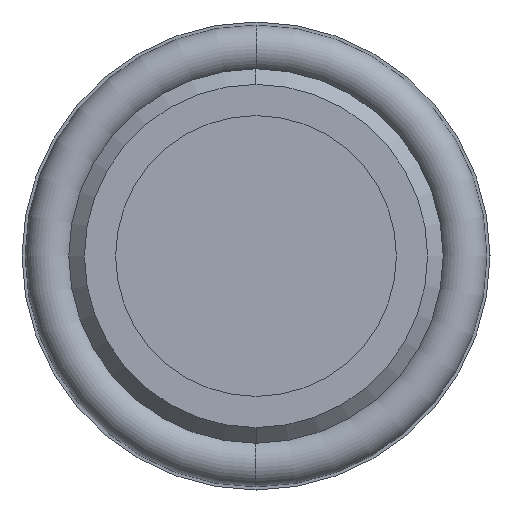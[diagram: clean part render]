
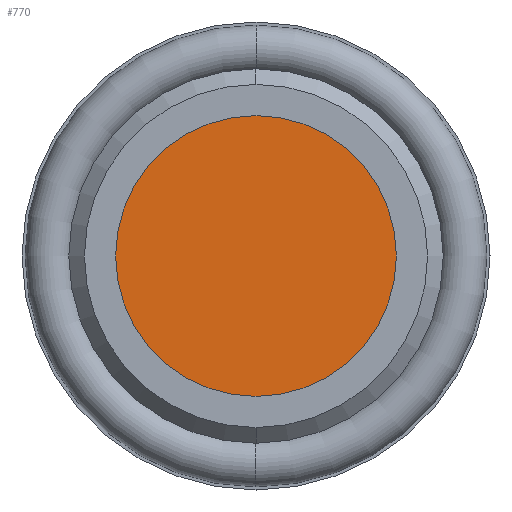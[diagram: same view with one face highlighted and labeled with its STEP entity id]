
A CAD part, front view. The second image highlights one B-rep face of the part: STEP entity #770.
In plain terms, the highlighted planar face has unit normal (0, -1, 0).
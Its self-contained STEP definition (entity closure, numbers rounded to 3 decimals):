
#52 = AXIS2_PLACEMENT_3D ( 'NONE', #231, #230, #229 ) ;
#57 = FACE_OUTER_BOUND ( 'NONE', #599, .T. ) ;
#128 = AXIS2_PLACEMENT_3D ( 'NONE', #343, #339, #338 ) ;
#134 = AXIS2_PLACEMENT_3D ( 'NONE', #403, #378, #377 ) ;
#229 = DIRECTION ( 'NONE',  ( 0., 0., -1. ) ) ;
#230 = DIRECTION ( 'NONE',  ( 0., -1., 0. ) ) ;
#231 = CARTESIAN_POINT ( 'NONE',  ( -4.5, -2., 0. ) ) ;
#232 = PLANE ( 'NONE',  #52 ) ;
#338 = DIRECTION ( 'NONE',  ( 0., 0., 1. ) ) ;
#339 = DIRECTION ( 'NONE',  ( 0., 1., 0. ) ) ;
#343 = CARTESIAN_POINT ( 'NONE',  ( 0., -2., 0. ) ) ;
#377 = DIRECTION ( 'NONE',  ( 0., 0., 1. ) ) ;
#378 = DIRECTION ( 'NONE',  ( 0., 1., 0. ) ) ;
#403 = CARTESIAN_POINT ( 'NONE',  ( 0., -2., 0. ) ) ;
#459 = CARTESIAN_POINT ( 'NONE',  ( 0., -2., 4.5 ) ) ;
#460 = CARTESIAN_POINT ( 'NONE',  ( 0., -2., -4.5 ) ) ;
#544 = ORIENTED_EDGE ( 'NONE', *, *, #736, .F. ) ;
#546 = ORIENTED_EDGE ( 'NONE', *, *, #723, .F. ) ;
#599 = EDGE_LOOP ( 'NONE', ( #544, #546 ) ) ;
#624 = VERTEX_POINT ( 'NONE', #460 ) ;
#625 = VERTEX_POINT ( 'NONE', #459 ) ;
#692 = CIRCLE ( 'NONE', #128, 4.5 ) ;
#700 = CIRCLE ( 'NONE', #134, 4.5 ) ;
#723 = EDGE_CURVE ( 'NONE', #624, #625, #700, .T. ) ;
#736 = EDGE_CURVE ( 'NONE', #625, #624, #692, .T. ) ;
#770 = ADVANCED_FACE ( 'NONE', ( #57 ), #232, .T. ) ;
